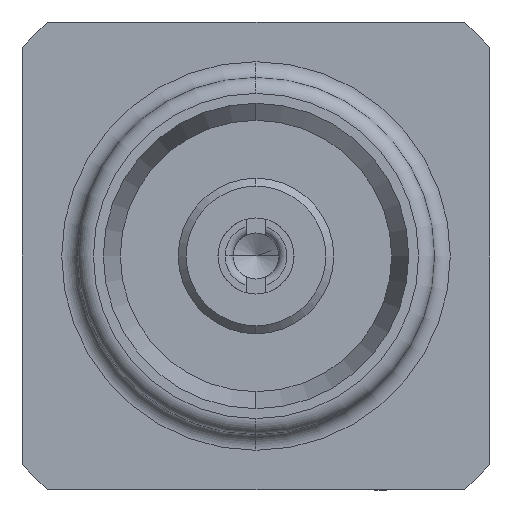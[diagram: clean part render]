
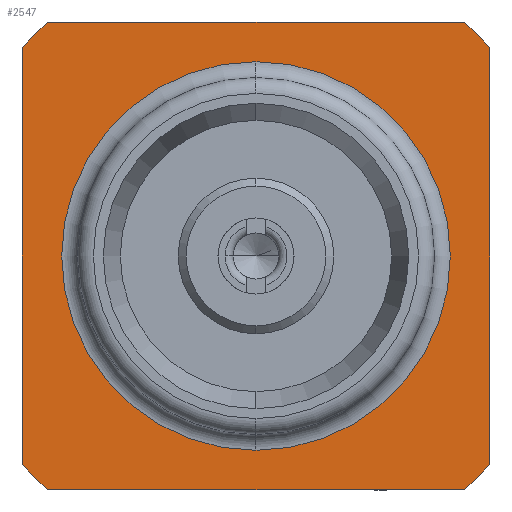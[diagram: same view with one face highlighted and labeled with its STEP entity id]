
A CAD part, left-side view. The second image highlights one B-rep face of the part: STEP entity #2547.
In plain terms, the highlighted planar face has unit normal (-1, 0, 0).
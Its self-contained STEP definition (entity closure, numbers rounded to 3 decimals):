
#37 = EDGE_CURVE ( 'NONE', #2730, #1368, #2740, .T. ) ;
#153 = ORIENTED_EDGE ( 'NONE', *, *, #587, .T. ) ;
#173 = AXIS2_PLACEMENT_3D ( 'NONE', #2914, #1356, #3194 ) ;
#219 = LINE ( 'NONE', #1041, #1625 ) ;
#315 = VECTOR ( 'NONE', #339, 1000. ) ;
#331 = CARTESIAN_POINT ( 'NONE',  ( 3.8, -2.95, -2.627 ) ) ;
#339 = DIRECTION ( 'NONE',  ( 0., -1., 0. ) ) ;
#407 = CARTESIAN_POINT ( 'NONE',  ( 3.8, 0., 2.45 ) ) ;
#439 = VERTEX_POINT ( 'NONE', #1472 ) ;
#481 = CARTESIAN_POINT ( 'NONE',  ( 3.8, 2.627, -2.95 ) ) ;
#524 = VERTEX_POINT ( 'NONE', #407 ) ;
#587 = EDGE_CURVE ( 'NONE', #524, #1772, #2986, .T. ) ;
#642 = DIRECTION ( 'NONE',  ( -1., 0., 0. ) ) ;
#660 = DIRECTION ( 'NONE',  ( 1., 0., 0. ) ) ;
#797 = CIRCLE ( 'NONE', #1375, 2.45 ) ;
#800 = ORIENTED_EDGE ( 'NONE', *, *, #37, .T. ) ;
#877 = EDGE_CURVE ( 'NONE', #1012, #2179, #1968, .T. ) ;
#881 = FACE_OUTER_BOUND ( 'NONE', #1229, .T. ) ;
#910 = DIRECTION ( 'NONE',  ( 0., 0., 1. ) ) ;
#952 = CARTESIAN_POINT ( 'NONE',  ( 3.8, -2.95, 2.627 ) ) ;
#981 = DIRECTION ( 'NONE',  ( 0., 0., 1. ) ) ;
#991 = EDGE_CURVE ( 'NONE', #1012, #439, #3122, .T. ) ;
#1012 = VERTEX_POINT ( 'NONE', #952 ) ;
#1041 = CARTESIAN_POINT ( 'NONE',  ( 3.8, 2.25, -2.95 ) ) ;
#1105 = LINE ( 'NONE', #2961, #315 ) ;
#1229 = EDGE_LOOP ( 'NONE', ( #2478, #2645, #1249, #2308, #3010, #1582, #2357, #800 ) ) ;
#1235 = DIRECTION ( 'NONE',  ( 0., 0., -1. ) ) ;
#1249 = ORIENTED_EDGE ( 'NONE', *, *, #877, .F. ) ;
#1281 = CARTESIAN_POINT ( 'NONE',  ( 3.8, -2.95, 0. ) ) ;
#1283 = DIRECTION ( 'NONE',  ( 0., 1., 0. ) ) ;
#1284 = CARTESIAN_POINT ( 'NONE',  ( 3.8, 0., 0. ) ) ;
#1356 = DIRECTION ( 'NONE',  ( 1., 0., 0. ) ) ;
#1368 = VERTEX_POINT ( 'NONE', #481 ) ;
#1375 = AXIS2_PLACEMENT_3D ( 'NONE', #1533, #3357, #1789 ) ;
#1403 = CARTESIAN_POINT ( 'NONE',  ( 3.8, 2.627, 2.95 ) ) ;
#1472 = CARTESIAN_POINT ( 'NONE',  ( 3.8, -2.627, 2.95 ) ) ;
#1474 = DIRECTION ( 'NONE',  ( -1., 0., 0. ) ) ;
#1533 = CARTESIAN_POINT ( 'NONE',  ( 3.8, 0., 0. ) ) ;
#1582 = ORIENTED_EDGE ( 'NONE', *, *, #2982, .T. ) ;
#1602 = EDGE_LOOP ( 'NONE', ( #1647, #153 ) ) ;
#1625 = VECTOR ( 'NONE', #1283, 1000. ) ;
#1647 = ORIENTED_EDGE ( 'NONE', *, *, #2338, .T. ) ;
#1703 = VERTEX_POINT ( 'NONE', #2382 ) ;
#1746 = EDGE_CURVE ( 'NONE', #3252, #2179, #2305, .T. ) ;
#1772 = VERTEX_POINT ( 'NONE', #3125 ) ;
#1773 = AXIS2_PLACEMENT_3D ( 'NONE', #3013, #642, #910 ) ;
#1789 = DIRECTION ( 'NONE',  ( 0., 0., -1. ) ) ;
#1805 = VECTOR ( 'NONE', #981, 1000. ) ;
#1817 = DIRECTION ( 'NONE',  ( 0., 0., -1. ) ) ;
#1968 = LINE ( 'NONE', #1281, #2585 ) ;
#1971 = AXIS2_PLACEMENT_3D ( 'NONE', #2994, #2199, #2473 ) ;
#2090 = DIRECTION ( 'NONE',  ( -1., 0., 0. ) ) ;
#2155 = VERTEX_POINT ( 'NONE', #1403 ) ;
#2179 = VERTEX_POINT ( 'NONE', #331 ) ;
#2199 = DIRECTION ( 'NONE',  ( -1., 0., 0. ) ) ;
#2264 = CARTESIAN_POINT ( 'NONE',  ( 3.8, 0., 0. ) ) ;
#2277 = CARTESIAN_POINT ( 'NONE',  ( 3.8, 2.95, 0. ) ) ;
#2305 = CIRCLE ( 'NONE', #3020, 3.95 ) ;
#2308 = ORIENTED_EDGE ( 'NONE', *, *, #991, .T. ) ;
#2336 = DIRECTION ( 'NONE',  ( 0., 0., 1. ) ) ;
#2338 = EDGE_CURVE ( 'NONE', #1772, #524, #797, .T. ) ;
#2357 = ORIENTED_EDGE ( 'NONE', *, *, #2790, .F. ) ;
#2382 = CARTESIAN_POINT ( 'NONE',  ( 3.8, 2.95, 2.627 ) ) ;
#2384 = EDGE_CURVE ( 'NONE', #3252, #1368, #219, .T. ) ;
#2473 = DIRECTION ( 'NONE',  ( 0., 0., 1. ) ) ;
#2478 = ORIENTED_EDGE ( 'NONE', *, *, #2384, .F. ) ;
#2547 = ADVANCED_FACE ( 'NONE', ( #2599, #881 ), #3178, .F. ) ;
#2585 = VECTOR ( 'NONE', #1817, 1000. ) ;
#2599 = FACE_BOUND ( 'NONE', #1602, .T. ) ;
#2604 = AXIS2_PLACEMENT_3D ( 'NONE', #2264, #660, #1235 ) ;
#2645 = ORIENTED_EDGE ( 'NONE', *, *, #1746, .T. ) ;
#2711 = CARTESIAN_POINT ( 'NONE',  ( 3.8, -2.627, -2.95 ) ) ;
#2730 = VERTEX_POINT ( 'NONE', #3064 ) ;
#2740 = CIRCLE ( 'NONE', #1971, 3.95 ) ;
#2790 = EDGE_CURVE ( 'NONE', #2730, #1703, #3278, .T. ) ;
#2856 = AXIS2_PLACEMENT_3D ( 'NONE', #3041, #1474, #3310 ) ;
#2914 = CARTESIAN_POINT ( 'NONE',  ( 3.8, 2.25, 0. ) ) ;
#2961 = CARTESIAN_POINT ( 'NONE',  ( 3.8, 2.25, 2.95 ) ) ;
#2982 = EDGE_CURVE ( 'NONE', #2155, #1703, #3066, .T. ) ;
#2986 = CIRCLE ( 'NONE', #2604, 2.45 ) ;
#2994 = CARTESIAN_POINT ( 'NONE',  ( 3.8, 0., 0. ) ) ;
#3010 = ORIENTED_EDGE ( 'NONE', *, *, #3403, .F. ) ;
#3013 = CARTESIAN_POINT ( 'NONE',  ( 3.8, 0., 0. ) ) ;
#3020 = AXIS2_PLACEMENT_3D ( 'NONE', #1284, #2090, #2336 ) ;
#3041 = CARTESIAN_POINT ( 'NONE',  ( 3.8, 0., 0. ) ) ;
#3064 = CARTESIAN_POINT ( 'NONE',  ( 3.8, 2.95, -2.627 ) ) ;
#3066 = CIRCLE ( 'NONE', #2856, 3.95 ) ;
#3122 = CIRCLE ( 'NONE', #1773, 3.95 ) ;
#3125 = CARTESIAN_POINT ( 'NONE',  ( 3.8, 0., -2.45 ) ) ;
#3178 = PLANE ( 'NONE',  #173 ) ;
#3194 = DIRECTION ( 'NONE',  ( 0., 0., -1. ) ) ;
#3252 = VERTEX_POINT ( 'NONE', #2711 ) ;
#3278 = LINE ( 'NONE', #2277, #1805 ) ;
#3310 = DIRECTION ( 'NONE',  ( 0., 0., 1. ) ) ;
#3357 = DIRECTION ( 'NONE',  ( 1., 0., 0. ) ) ;
#3403 = EDGE_CURVE ( 'NONE', #2155, #439, #1105, .T. ) ;
